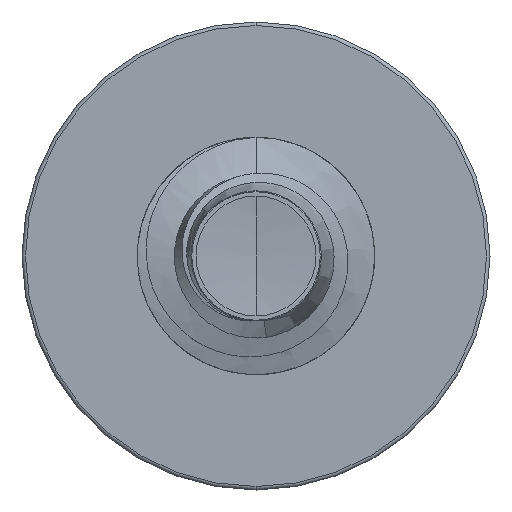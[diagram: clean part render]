
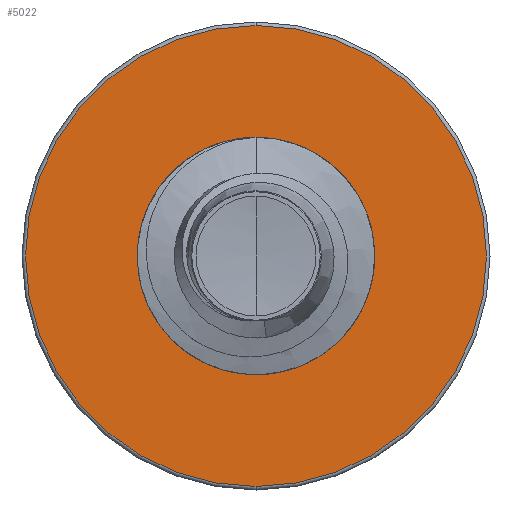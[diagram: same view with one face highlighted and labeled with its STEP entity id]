
A CAD part, front view. The second image highlights one B-rep face of the part: STEP entity #5022.
In plain terms, the highlighted planar face has unit normal (0, -1, 0).
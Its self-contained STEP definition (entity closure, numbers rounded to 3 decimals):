
#304 = CARTESIAN_POINT ( 'NONE',  ( 0., 9., 0. ) ) ;
#622 = EDGE_LOOP ( 'NONE', ( #6276, #12705 ) ) ;
#1559 = VERTEX_POINT ( 'NONE', #10428 ) ;
#1575 = EDGE_CURVE ( 'NONE', #4607, #1826, #5173, .T. ) ;
#1640 = CIRCLE ( 'NONE', #9618, 1.722 ) ;
#1826 = VERTEX_POINT ( 'NONE', #9997 ) ;
#1829 = DIRECTION ( 'NONE',  ( 0., 0., 1. ) ) ;
#1917 = DIRECTION ( 'NONE',  ( 0., 1., 0. ) ) ;
#2045 = EDGE_CURVE ( 'NONE', #1826, #4607, #12671, .T. ) ;
#2065 = VERTEX_POINT ( 'NONE', #11623 ) ;
#2374 = FACE_OUTER_BOUND ( 'NONE', #622, .T. ) ;
#3215 = AXIS2_PLACEMENT_3D ( 'NONE', #10378, #10366, #10345 ) ;
#4607 = VERTEX_POINT ( 'NONE', #8154 ) ;
#4844 = EDGE_LOOP ( 'NONE', ( #12814, #11902 ) ) ;
#5022 = ADVANCED_FACE ( 'NONE', ( #2374, #12251 ), #7871, .F. ) ;
#5173 = CIRCLE ( 'NONE', #3215, 3.397 ) ;
#6110 = AXIS2_PLACEMENT_3D ( 'NONE', #11530, #11495, #11492 ) ;
#6276 = ORIENTED_EDGE ( 'NONE', *, *, #2045, .F. ) ;
#7719 = DIRECTION ( 'NONE',  ( 0., 0., 1. ) ) ;
#7739 = DIRECTION ( 'NONE',  ( 0., 1., 0. ) ) ;
#7855 = CARTESIAN_POINT ( 'NONE',  ( 0., 9., -1.722 ) ) ;
#7871 = PLANE ( 'NONE',  #15147 ) ;
#8154 = CARTESIAN_POINT ( 'NONE',  ( 0., 9., -3.397 ) ) ;
#9618 = AXIS2_PLACEMENT_3D ( 'NONE', #10301, #1917, #11447 ) ;
#9739 = EDGE_CURVE ( 'NONE', #2065, #1559, #14135, .T. ) ;
#9997 = CARTESIAN_POINT ( 'NONE',  ( 0., 9., 3.398 ) ) ;
#10234 = DIRECTION ( 'NONE',  ( 0., 1., 0. ) ) ;
#10301 = CARTESIAN_POINT ( 'NONE',  ( 0., 9., 0. ) ) ;
#10345 = DIRECTION ( 'NONE',  ( 0., 0., 1. ) ) ;
#10366 = DIRECTION ( 'NONE',  ( 0., 1., 0. ) ) ;
#10378 = CARTESIAN_POINT ( 'NONE',  ( 0., 9., 0. ) ) ;
#10428 = CARTESIAN_POINT ( 'NONE',  ( 0., 9., 1.722 ) ) ;
#11447 = DIRECTION ( 'NONE',  ( 0., 0., 1. ) ) ;
#11492 = DIRECTION ( 'NONE',  ( 0., 0., 1. ) ) ;
#11495 = DIRECTION ( 'NONE',  ( 0., 1., 0. ) ) ;
#11530 = CARTESIAN_POINT ( 'NONE',  ( 0., 9., 0. ) ) ;
#11623 = CARTESIAN_POINT ( 'NONE',  ( 0., 9., -1.722 ) ) ;
#11902 = ORIENTED_EDGE ( 'NONE', *, *, #9739, .T. ) ;
#12251 = FACE_BOUND ( 'NONE', #4844, .T. ) ;
#12433 = AXIS2_PLACEMENT_3D ( 'NONE', #304, #10234, #1829 ) ;
#12671 = CIRCLE ( 'NONE', #6110, 3.397 ) ;
#12705 = ORIENTED_EDGE ( 'NONE', *, *, #1575, .F. ) ;
#12814 = ORIENTED_EDGE ( 'NONE', *, *, #14669, .T. ) ;
#14135 = CIRCLE ( 'NONE', #12433, 1.722 ) ;
#14669 = EDGE_CURVE ( 'NONE', #1559, #2065, #1640, .T. ) ;
#15147 = AXIS2_PLACEMENT_3D ( 'NONE', #7855, #7739, #7719 ) ;
